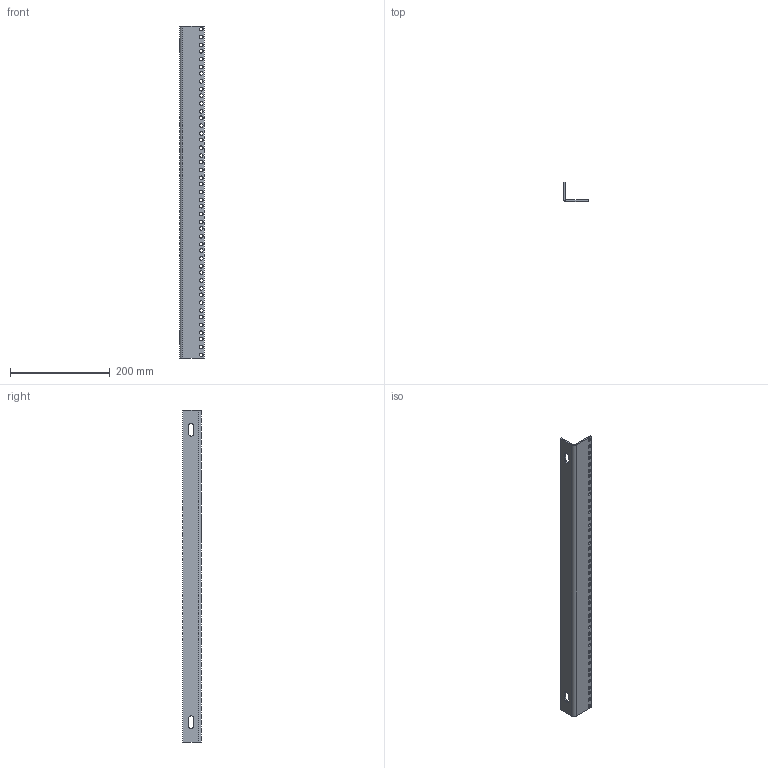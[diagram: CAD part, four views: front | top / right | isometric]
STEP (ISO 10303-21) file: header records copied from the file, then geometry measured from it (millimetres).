
FILE_DESCRIPTION (( 'STEP AP203' ), '1' );
FILE_NAME ('SCE-60RP24F6.step', '2021-02-09T17:37:07', ( 'ADC123' ), ( 'Microsoft' ), 'SwSTEP 2.0', 'SolidWorks 2019', '' );
FILE_SCHEMA (( 'CONFIG_CONTROL_DESIGN' ));
Length unit declared in the file: inch
Products named in the file (1): SCE-60RP24F6
Bounding box: 50.01 x 38.1 x 666.75 mm (x, y, z)
Volume: 168139.4 mm3; surface area: 114281.6 mm2
Topology: 1 solids, 1 shells, 112 faces, 322 edges, 212 vertices
Faces by surface type: cylinder 96, plane 16
Entity records: 4041 total; most frequent: DIRECTION 740, CARTESIAN_POINT 647, ORIENTED_EDGE 644, EDGE_CURVE 322, AXIS2_PLACEMENT_3D 305, VERTEX_POINT 212, EDGE_LOOP 206, CIRCLE 192
